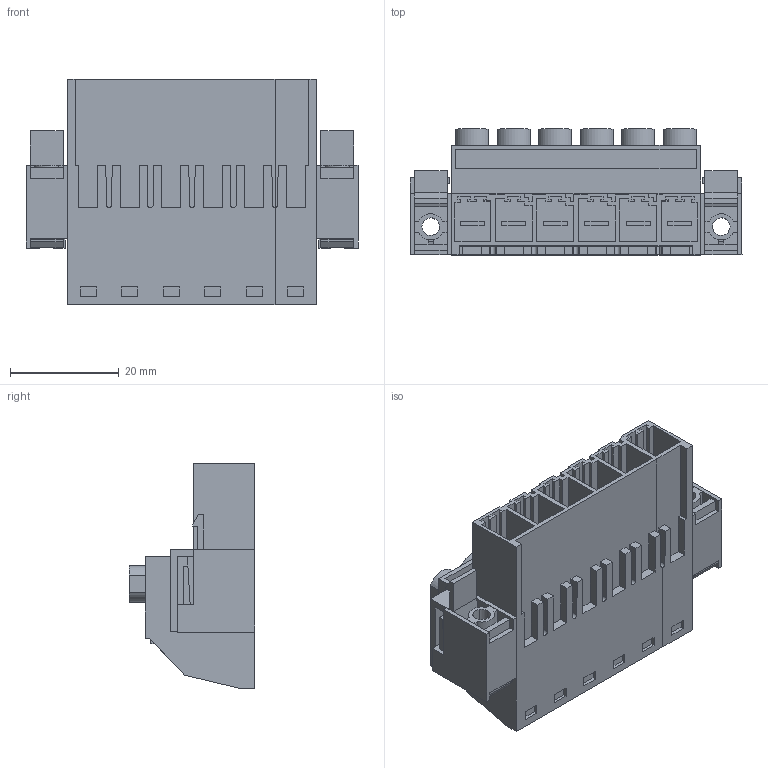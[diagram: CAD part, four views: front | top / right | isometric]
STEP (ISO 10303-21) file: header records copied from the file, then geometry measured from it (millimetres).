
FILE_DESCRIPTION(('CATIA V5 STEP Exchange','CAx-IF Rec.Pracs.--- Model Styling and Organization---1.4--- 2014-01-23'),'2;1');
FILE_NAME ('D1459484_1_1932110000_1932110000.stp','2023-02-01T15:04:12+00:00',('none'),('Weidmueller'),'CATIA Version 5-6 Release 2016 SP3 HF44','CATIA V5 STEP AP214','none');
FILE_SCHEMA(('AUTOMOTIVE_DESIGN { 1 0 10303 214 1 1 1 1 }'));
Length unit declared in the file: millimetre
Products named in the file (1): 1932110000
Bounding box: 60.96 x 23.1 x 41.45 mm (x, y, z)
Volume: 21201.6 mm3; surface area: 18301.1 mm2
Topology: 17 solids, 17 shells, 675 faces, 1847 edges, 1233 vertices
Faces by surface type: plane 623, cylinder 52
Entity records: 20307 total; most frequent: ORIENTED_EDGE 3694, CARTESIAN_POINT 3603, DIRECTION 2690, EDGE_CURVE 1847, VECTOR 1698, LINE 1698, VERTEX_POINT 1233, EDGE_LOOP 710
